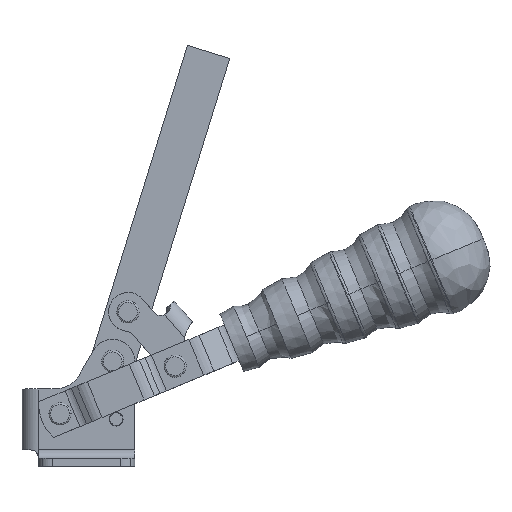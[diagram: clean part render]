
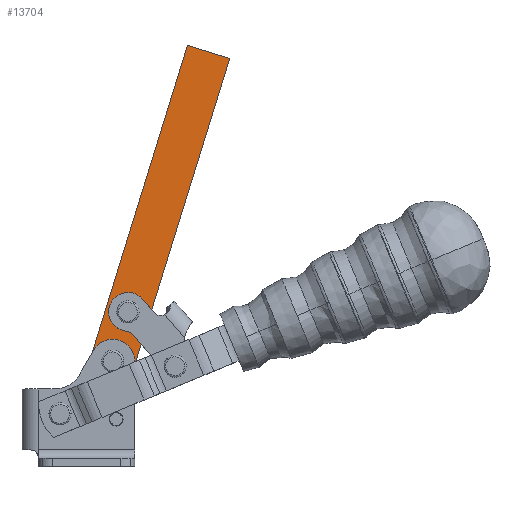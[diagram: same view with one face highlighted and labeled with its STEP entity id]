
A CAD part, top view. The second image highlights one B-rep face of the part: STEP entity #13704.
In plain terms, the highlighted planar face has unit normal (0, 0, 1).
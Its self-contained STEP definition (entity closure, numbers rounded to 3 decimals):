
#5560=CARTESIAN_POINT('',(27.645,22.529,-3.422));
#5561=VERTEX_POINT('',#5560);
#5577=CARTESIAN_POINT('',(33.675,20.155,-3.422));
#5578=VERTEX_POINT('',#5577);
#5585=CARTESIAN_POINT('',(28.388,15.568,-3.422));
#5586=DIRECTION('',(0.,0.,-1.0));
#5587=DIRECTION('',(-0.106,0.994,0.));
#5588=AXIS2_PLACEMENT_3D('',#5585,#5586,#5587);
#5589=CIRCLE('',#5588,7.);
#5590=EDGE_CURVE('',#5561,#5578,#5589,.T.);
#5602=CARTESIAN_POINT('',(29.107,8.277,-3.422));
#5603=VERTEX_POINT('',#5602);
#5619=CARTESIAN_POINT('',(27.962,8.581,-3.422));
#5620=VERTEX_POINT('',#5619);
#5627=CARTESIAN_POINT('',(27.779,5.587,-3.422));
#5628=DIRECTION('',(0.,0.,1.));
#5629=DIRECTION('',(0.443,0.897,0.));
#5630=AXIS2_PLACEMENT_3D('',#5627,#5628,#5629);
#5631=CIRCLE('',#5630,3.0);
#5632=EDGE_CURVE('',#5603,#5620,#5631,.T.);
#8868=CARTESIAN_POINT('',(30.045,7.552,-3.422));
#8869=VERTEX_POINT('',#8868);
#8876=CARTESIAN_POINT('',(33.163,3.958,-3.422));
#8877=VERTEX_POINT('',#8876);
#8878=CARTESIAN_POINT('',(33.163,3.958,-3.422));
#8879=DIRECTION('',(-0.655,0.755,0.));
#8880=VECTOR('',#8879,4.759);
#8881=LINE('',#8878,#8880);
#8882=EDGE_CURVE('',#8877,#8869,#8881,.T.);
#9020=CARTESIAN_POINT('',(27.779,5.587,-3.422));
#9021=DIRECTION('',(0.,0.,1.));
#9022=DIRECTION('',(0.443,0.897,0.));
#9023=AXIS2_PLACEMENT_3D('',#9020,#9021,#9022);
#9024=CIRCLE('',#9023,3.0);
#9025=EDGE_CURVE('',#8869,#5603,#9024,.T.);
#9038=CARTESIAN_POINT('',(28.388,15.568,-3.422));
#9039=DIRECTION('',(0.,0.,-1.0));
#9040=DIRECTION('',(-0.106,0.994,0.));
#9041=AXIS2_PLACEMENT_3D('',#9038,#9039,#9040);
#9042=CIRCLE('',#9041,7.);
#9043=EDGE_CURVE('',#5620,#5561,#9042,.T.);
#10182=CARTESIAN_POINT('',(36.998,16.325,-3.422));
#10183=VERTEX_POINT('',#10182);
#10190=CARTESIAN_POINT('',(33.675,20.155,-3.422));
#10191=DIRECTION('',(0.655,-0.755,0.));
#10192=VECTOR('',#10191,5.07);
#10193=LINE('',#10190,#10192);
#10194=EDGE_CURVE('',#5578,#10183,#10193,.T.);
#13636=CARTESIAN_POINT('',(38.989,49.762,-3.422));
#13637=DIRECTION('',(0.0,0.0,1.0));
#13638=DIRECTION('',(-0.296,-0.955,0.0));
#13639=AXIS2_PLACEMENT_3D('',#13636,#13637,#13638);
#13640=PLANE('',#13639);
#13641=ORIENTED_EDGE('',*,*,#10194,.T.);
#13642=CARTESIAN_POINT('',(65.139,107.09,-3.422));
#13643=VERTEX_POINT('',#13642);
#13644=CARTESIAN_POINT('',(65.139,107.09,-3.422));
#13645=DIRECTION('',(-0.296,-0.955,0.));
#13646=VECTOR('',#13645,95.027);
#13647=LINE('',#13644,#13646);
#13648=EDGE_CURVE('',#13643,#10183,#13647,.T.);
#13649=ORIENTED_EDGE('',*,*,#13648,.F.);
#13650=CARTESIAN_POINT('',(49.857,111.828,-3.422));
#13651=VERTEX_POINT('',#13650);
#13652=CARTESIAN_POINT('',(49.857,111.828,-3.422));
#13653=DIRECTION('',(0.955,-0.296,0.0));
#13654=VECTOR('',#13653,16.);
#13655=LINE('',#13652,#13654);
#13656=EDGE_CURVE('',#13651,#13643,#13655,.T.);
#13657=ORIENTED_EDGE('',*,*,#13656,.F.);
#13658=CARTESIAN_POINT('',(15.474,0.931,-3.422));
#13659=VERTEX_POINT('',#13658);
#13660=CARTESIAN_POINT('',(15.474,0.931,-3.422));
#13661=DIRECTION('',(0.296,0.955,0.));
#13662=VECTOR('',#13661,116.104);
#13663=LINE('',#13660,#13662);
#13664=EDGE_CURVE('',#13659,#13651,#13663,.T.);
#13665=ORIENTED_EDGE('',*,*,#13664,.F.);
#13666=CARTESIAN_POINT('',(15.922,1.707,-3.422));
#13667=VERTEX_POINT('',#13666);
#13668=CARTESIAN_POINT('',(15.922,1.707,-3.422));
#13669=DIRECTION('',(-0.5,-0.866,0.));
#13670=VECTOR('',#13669,0.896);
#13671=LINE('',#13668,#13670);
#13672=EDGE_CURVE('',#13667,#13659,#13671,.T.);
#13673=ORIENTED_EDGE('',*,*,#13672,.F.);
#13674=CARTESIAN_POINT('',(30.85,-2.293,-3.422));
#13675=VERTEX_POINT('',#13674);
#13676=CARTESIAN_POINT('',(22.85,-2.293,-3.422));
#13677=DIRECTION('',(0.0,0.0,-1.0));
#13678=DIRECTION('',(-1.0,0.0,0.0));
#13679=AXIS2_PLACEMENT_3D('',#13676,#13677,#13678);
#13680=CIRCLE('',#13679,8.0);
#13681=EDGE_CURVE('',#13667,#13675,#13680,.T.);
#13682=ORIENTED_EDGE('',*,*,#13681,.T.);
#13683=CARTESIAN_POINT('',(30.85,-3.505,-3.422));
#13684=VERTEX_POINT('',#13683);
#13685=CARTESIAN_POINT('',(30.85,-2.293,-3.422));
#13686=DIRECTION('',(0.0,-1.0,0.0));
#13687=VECTOR('',#13686,1.212);
#13688=LINE('',#13685,#13687);
#13689=EDGE_CURVE('',#13675,#13684,#13688,.T.);
#13690=ORIENTED_EDGE('',*,*,#13689,.T.);
#13691=CARTESIAN_POINT('',(33.163,3.958,-3.422));
#13692=DIRECTION('',(-0.296,-0.955,0.0));
#13693=VECTOR('',#13692,7.813);
#13694=LINE('',#13691,#13693);
#13695=EDGE_CURVE('',#8877,#13684,#13694,.T.);
#13696=ORIENTED_EDGE('',*,*,#13695,.F.);
#13697=ORIENTED_EDGE('',*,*,#8882,.T.);
#13698=ORIENTED_EDGE('',*,*,#9025,.T.);
#13699=ORIENTED_EDGE('',*,*,#5632,.T.);
#13700=ORIENTED_EDGE('',*,*,#9043,.T.);
#13701=ORIENTED_EDGE('',*,*,#5590,.T.);
#13702=EDGE_LOOP('',(#13641,#13649,#13657,#13665,#13673,#13682,#13690,#13696,#13697,#13698,#13699,#13700,#13701));
#13703=FACE_OUTER_BOUND('',#13702,.T.);
#13704=ADVANCED_FACE('',(#13703),#13640,.T.);
